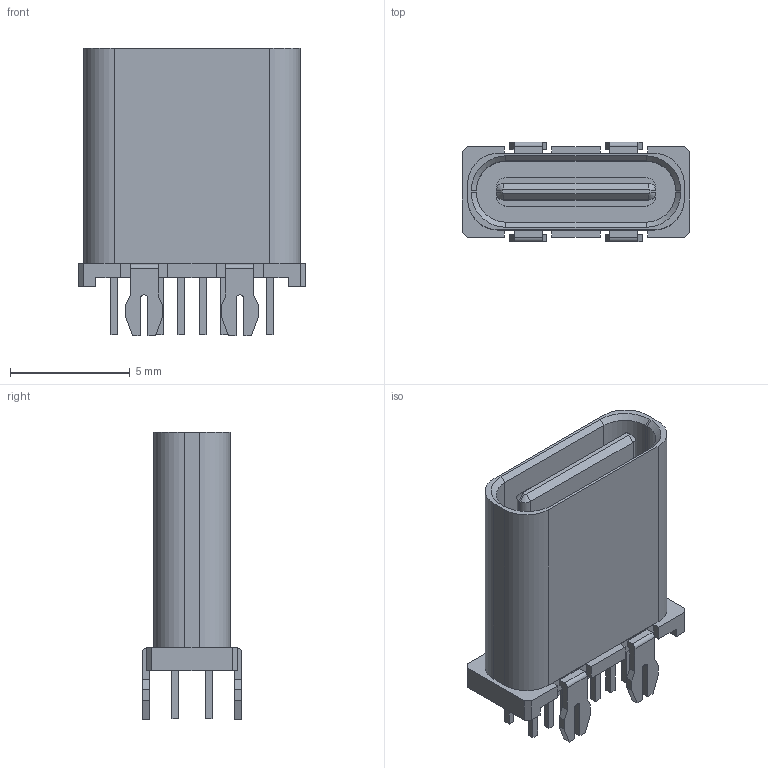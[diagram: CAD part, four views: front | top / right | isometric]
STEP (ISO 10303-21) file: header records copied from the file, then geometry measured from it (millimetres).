
FILE_DESCRIPTION(/* description */ ('Unknown'),/* implementation_level */ '2;1');
FILE_NAME(/* name */ 'UJ20-C-V-C-3-SMT-TR',/* time_stamp */ '2024-09-04T13:29:03+02:00',/* author */ ('Unknown'),/* organization */ ('Unknown'),/* preprocessor_version */ 'ST-DEVELOPER v18.102',/* originating_system */ 'Solid Edge',/* authorisation */ 'Unknown');
FILE_SCHEMA (('AUTOMOTIVE_DESIGN {1 0 10303 214 3 1 1}'));
Length unit declared in the file: millimetre
Products named in the file (1): UJ20-C-V-C-3-SMT-TR
Bounding box: 9.5 x 4.16 x 12.04 mm (x, y, z)
Volume: 155.9 mm3; surface area: 678.4 mm2
Topology: 1 solids, 1 shells, 245 faces, 644 edges, 424 vertices
Faces by surface type: plane 205, cylinder 32, cone 8
Entity records: 9182 total; most frequent: CARTESIAN_POINT 1314, ORIENTED_EDGE 1288, DIRECTION 1208, EDGE_CURVE 644, LINE 572, VECTOR 572, VERTEX_POINT 424, AXIS2_PLACEMENT_3D 318
